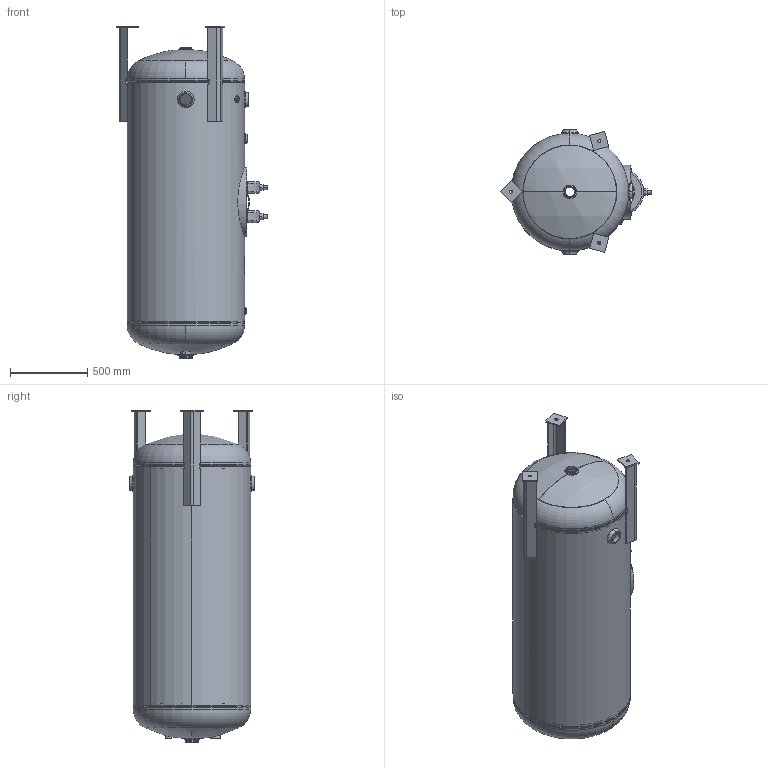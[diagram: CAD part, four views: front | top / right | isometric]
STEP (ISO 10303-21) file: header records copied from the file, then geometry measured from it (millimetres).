
FILE_DESCRIPTION (( 'STEP AP203' ), '1' );
FILE_NAME ('302514.STEP', '2012-03-05T16:21:20', ( '' ), ( '' ), 'SwSTEP 2.0', 'SolidWorks 2011', '' );
FILE_SCHEMA (( 'CONFIG_CONTROL_DESIGN' ));
Length unit declared in the file: inch
Products named in the file (1): 302514
Bounding box: 986.14 x 813.05 x 2154.22 mm (x, y, z)
Surface area: 10637425.4 mm2 (no closed solid volume)
Topology: 0 solids, 37 shells, 334 faces, 992 edges, 676 vertices
Faces by surface type: plane 126, cylinder 108, torus 76, bspline 18, sphere 6
Entity records: 17726 total; most frequent: CARTESIAN_POINT 8873, DIRECTION 1886, ORIENTED_EDGE 1636, EDGE_CURVE 992, AXIS2_PLACEMENT_3D 730, VERTEX_POINT 676, LINE 426, VECTOR 426
